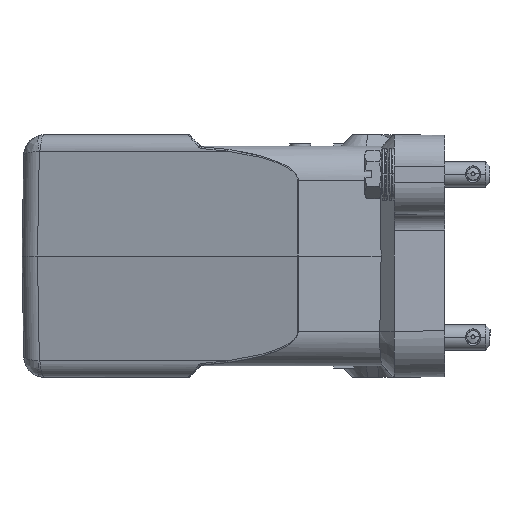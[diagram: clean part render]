
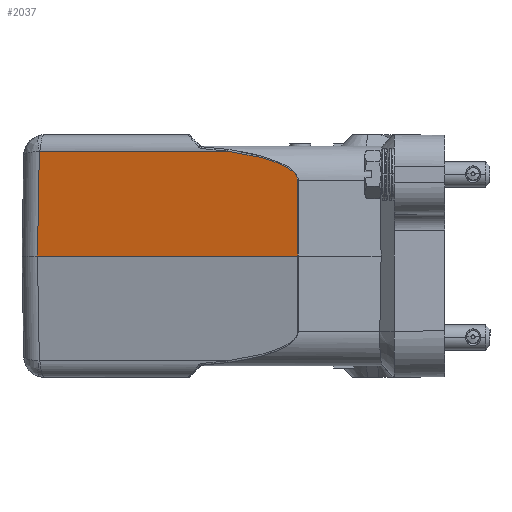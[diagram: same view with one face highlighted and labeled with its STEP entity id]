
A CAD part, left-side view. The second image highlights one B-rep face of the part: STEP entity #2037.
In plain terms, the highlighted planar face has unit normal (-0.966, 0.259, 0.018).
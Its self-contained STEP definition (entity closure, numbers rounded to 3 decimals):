
#650=B_SPLINE_CURVE_WITH_KNOTS('',3,(#24931,#24932,#24933,#24934,#24935,
#24936,#24937,#24938,#24939,#24940,#24941,#24942,#24943,#24944,#24945,#24946,
#24947,#24948,#24949,#24950),.UNSPECIFIED.,.F.,.F.,(4,2,2,2,2,2,2,2,2,4),
(0.,0.25,0.5,0.625,0.75,0.813,0.875,0.938,0.969,1.),
 .UNSPECIFIED.);
#697=B_SPLINE_CURVE_WITH_KNOTS('',3,(#26132,#26133,#26134,#26135),
 .UNSPECIFIED.,.F.,.F.,(4,4),(0.,1.),.UNSPECIFIED.);
#2037=ADVANCED_FACE('NONE',(#3168),#2622,.T.);
#2622=PLANE('',#14096);
#3168=FACE_OUTER_BOUND('',#3933,.T.);
#3933=EDGE_LOOP('',(#6627,#6628,#6629,#6630,#6631,#6632));
#6627=ORIENTED_EDGE('',*,*,#10869,.F.);
#6628=ORIENTED_EDGE('',*,*,#10870,.T.);
#6629=ORIENTED_EDGE('',*,*,#10871,.T.);
#6630=ORIENTED_EDGE('',*,*,#10656,.F.);
#6631=ORIENTED_EDGE('',*,*,#10655,.F.);
#6632=ORIENTED_EDGE('',*,*,#10867,.T.);
#9025=VERTEX_POINT('',#24892);
#9027=VERTEX_POINT('',#24930);
#9028=VERTEX_POINT('',#25040);
#9136=VERTEX_POINT('',#26117);
#9137=VERTEX_POINT('',#26136);
#9138=VERTEX_POINT('',#26138);
#10655=EDGE_CURVE('NONE',#9025,#9027,#650,.T.);
#10656=EDGE_CURVE('NONE',#9027,#9028,#12052,.T.);
#10867=EDGE_CURVE('NONE',#9025,#9136,#12208,.T.);
#10869=EDGE_CURVE('NONE',#9137,#9136,#697,.T.);
#10870=EDGE_CURVE('NONE',#9137,#9138,#12209,.T.);
#10871=EDGE_CURVE('NONE',#9138,#9028,#12210,.T.);
#12052=LINE('',#25039,#13024);
#12208=LINE('',#26118,#13180);
#12209=LINE('',#26137,#13181);
#12210=LINE('',#26139,#13182);
#13024=VECTOR('',#16073,1.);
#13180=VECTOR('',#16421,1.);
#13181=VECTOR('',#16424,1.);
#13182=VECTOR('',#16425,1.);
#14096=AXIS2_PLACEMENT_3D('',#26140,#16426,#16427);
#16073=DIRECTION('',(-0.017,0.002,-1.));
#16421=DIRECTION('',(0.259,0.966,0.));
#16424=DIRECTION('',(-0.013,0.017,-1.));
#16425=DIRECTION('',(-0.259,-0.966,0.));
#16426=DIRECTION('',(-0.966,0.259,0.017));
#16427=DIRECTION('',(-0.259,-0.966,0.));
#24892=CARTESIAN_POINT('',(-46.529,51.861,25.07));
#24930=CARTESIAN_POINT('',(-51.17,35.022,17.948));
#24931=CARTESIAN_POINT('',(-46.529,51.861,25.07));
#24932=CARTESIAN_POINT('',(-46.957,50.278,24.872));
#24933=CARTESIAN_POINT('',(-47.384,48.7,24.629));
#24934=CARTESIAN_POINT('',(-48.235,45.566,24.024));
#24935=CARTESIAN_POINT('',(-48.658,44.01,23.663));
#24936=CARTESIAN_POINT('',(-49.285,41.716,22.977));
#24937=CARTESIAN_POINT('',(-49.493,40.958,22.724));
#24938=CARTESIAN_POINT('',(-49.902,39.469,22.146));
#24939=CARTESIAN_POINT('',(-50.104,38.737,21.823));
#24940=CARTESIAN_POINT('',(-50.397,37.684,21.249));
#24941=CARTESIAN_POINT('',(-50.492,37.341,21.042));
#24942=CARTESIAN_POINT('',(-50.677,36.683,20.587));
#24943=CARTESIAN_POINT('',(-50.766,36.367,20.338));
#24944=CARTESIAN_POINT('',(-50.93,35.792,19.778));
#24945=CARTESIAN_POINT('',(-51.006,35.531,19.465));
#24946=CARTESIAN_POINT('',(-51.094,35.24,18.933));
#24947=CARTESIAN_POINT('',(-51.118,35.16,18.745));
#24948=CARTESIAN_POINT('',(-51.155,35.051,18.355));
#24949=CARTESIAN_POINT('',(-51.166,35.022,18.152));
#24950=CARTESIAN_POINT('',(-51.17,35.022,17.948));
#25039=CARTESIAN_POINT('',(-51.165,35.022,18.241));
#25040=CARTESIAN_POINT('',(-51.483,35.064,0.));
#26117=CARTESIAN_POINT('',(-34.537,96.615,25.07));
#26118=CARTESIAN_POINT('',(-33.393,100.887,25.07));
#26132=CARTESIAN_POINT('',(-34.473,96.857,25.04));
#26133=CARTESIAN_POINT('',(-34.494,96.778,25.06));
#26134=CARTESIAN_POINT('',(-34.515,96.697,25.07));
#26135=CARTESIAN_POINT('',(-34.537,96.615,25.07));
#26136=CARTESIAN_POINT('',(-34.473,96.857,25.04));
#26137=CARTESIAN_POINT('',(-34.473,96.857,25.04));
#26138=CARTESIAN_POINT('',(-34.808,97.295,0.));
#26139=CARTESIAN_POINT('',(-33.815,101.,0.));
#26140=CARTESIAN_POINT('',(-33.815,101.,0.));
